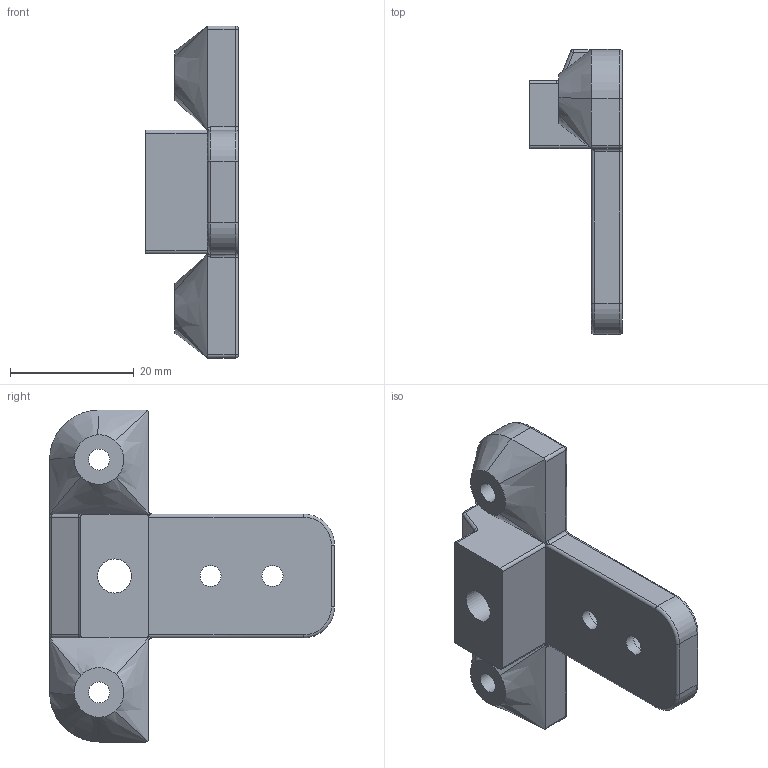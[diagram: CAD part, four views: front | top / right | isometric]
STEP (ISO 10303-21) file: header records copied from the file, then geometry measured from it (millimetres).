
FILE_DESCRIPTION(/* description */ (''),/* implementation_level */ '2;1');
FILE_NAME(/* name */ 'IdlerBracket_Screws.stp',/* time_stamp */ '2023-12-27T23:15:21+01:00',/* author */ ('denni'),/* organization */ (''),/* preprocessor_version */ 'ST-DEVELOPER v19.2',/* originating_system */ 'Autodesk Inventor 2024',/* authorisation */ '');
FILE_SCHEMA (('AUTOMOTIVE_DESIGN { 1 0 10303 214 3 1 1 }'));
Length unit declared in the file: millimetre
Products named in the file (1): IdlerBracket_Screws
Bounding box: 15 x 46 x 53.6 mm (x, y, z)
Volume: 9901.4 mm3; surface area: 5216.6 mm2
Topology: 1 solids, 1 shells, 88 faces, 209 edges, 128 vertices
Faces by surface type: cylinder 39, plane 23, torus 12, bspline 10, sphere 4
Full cylindrical faces by diameter (mm): 3.4 x4, 5.5 x1, 6.5 x4, 10 x1
Entity records: 2961 total; most frequent: CARTESIAN_POINT 867, DIRECTION 437, ORIENTED_EDGE 418, EDGE_CURVE 209, AXIS2_PLACEMENT_3D 173, VERTEX_POINT 128, EDGE_LOOP 103, CIRCLE 92
